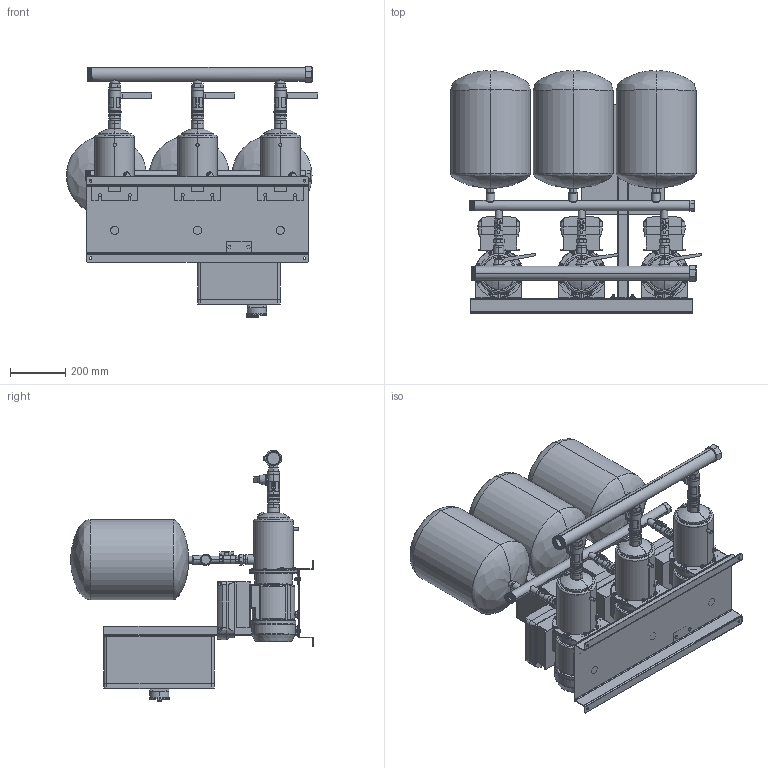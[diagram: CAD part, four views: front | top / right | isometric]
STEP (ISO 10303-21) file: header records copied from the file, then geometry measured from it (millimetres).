
FILE_DESCRIPTION (( 'STEP AP214' ), '1' );
FILE_NAME ('3EH_5-7_TE_ZB00064939.STEP', '2022-07-17T16:00:35', ( '' ), ( '' ), 'SwSTEP 2.0', 'SolidWorks 2020', '' );
FILE_SCHEMA (( 'AUTOMOTIVE_DESIGN' ));
Length unit declared in the file: millimetre
Products named in the file (1): 3EH_5-7_TE_ZB00064939
Bounding box: 910 x 880 x 909.25 mm (x, y, z)
Volume: 94693928.3 mm3; surface area: 6304979.1 mm2
Topology: 63 solids, 64 shells, 2281 faces, 5485 edges, 3523 vertices
Faces by surface type: plane 1219, cylinder 768, cone 175, torus 63, bspline 42, sphere 14
Entity records: 111226 total; most frequent: CARTESIAN_POINT 32765, ORIENTED_EDGE 10954, DIRECTION 10715, EDGE_CURVE 5477, AXIS2_PLACEMENT_3D 3777, VERTEX_POINT 3523, LINE 3161, VECTOR 3161
